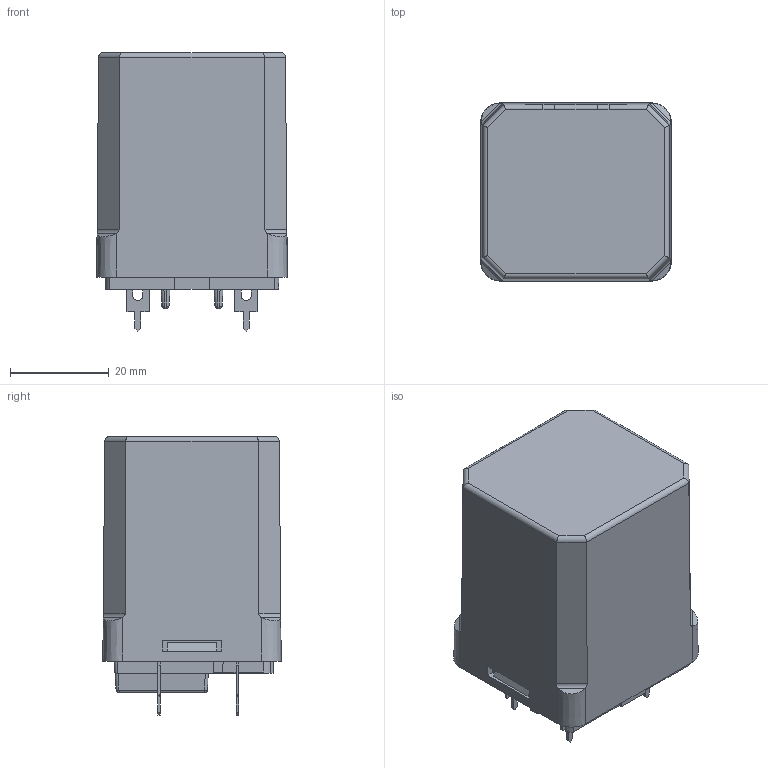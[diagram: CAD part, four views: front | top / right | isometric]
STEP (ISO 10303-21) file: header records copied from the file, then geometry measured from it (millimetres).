
FILE_DESCRIPTION (( 'STEP AP214' ), '1' );
FILE_NAME ('RUC-M 1Z do druku.STEP', '2016-06-16T10:56:13', ( '' ), ( '' ), 'SwSTEP 2.0', 'SolidWorks 2016', '' );
FILE_SCHEMA (( 'AUTOMOTIVE_DESIGN' ));
Length unit declared in the file: millimetre
Products named in the file (1): RUC-M 1Z do druku
Bounding box: 38.65 x 36.15 x 56.5 mm (x, y, z)
Volume: 20648 mm3; surface area: 17590.7 mm2
Topology: 1 solids, 3 shells, 353 faces, 937 edges, 608 vertices
Faces by surface type: plane 225, cylinder 94, bspline 18, sphere 8, cone 5, torus 3
Entity records: 13636 total; most frequent: CARTESIAN_POINT 3325, ORIENTED_EDGE 1874, DIRECTION 1594, EDGE_CURVE 937, VECTOR 692, LINE 692, VERTEX_POINT 608, AXIS2_PLACEMENT_3D 451
